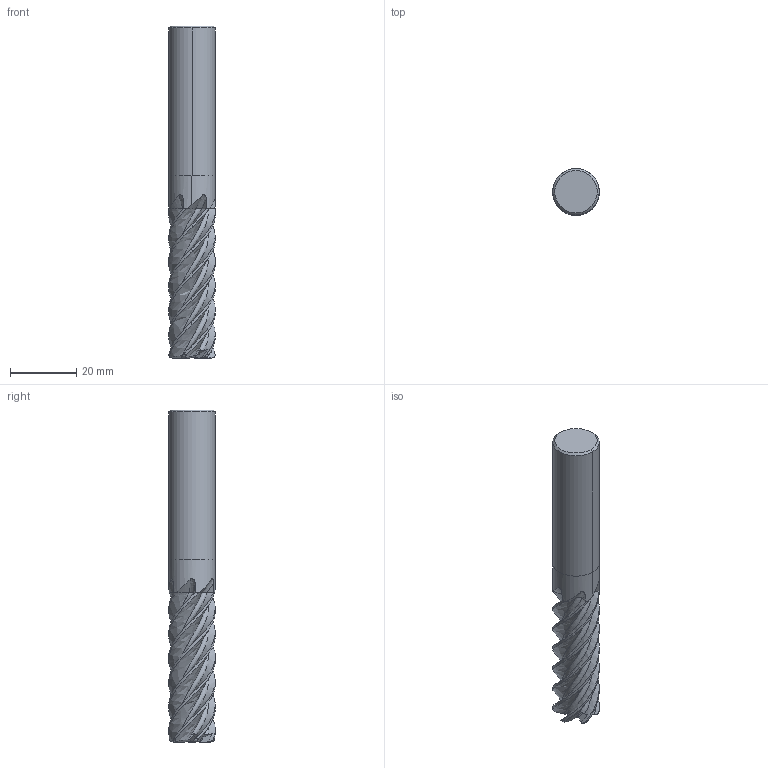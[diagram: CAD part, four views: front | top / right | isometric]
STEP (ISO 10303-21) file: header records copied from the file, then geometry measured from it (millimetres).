
FILE_DESCRIPTION(('no description'),'unknown implementation level');
FILE_NAME('K202303-14_1-Detail.stp',' ',('CIMSOURCE GmbH'),('CADClick - KiM GmbH - www.kimweb.de'),'unknown preprocess','ACIS','unknown authorization');
FILE_SCHEMA(('automotive_design'));
Length unit declared in the file: millimetre
Products named in the file (2): NOCUT; CUT
Bounding box: 14 x 14 x 100 mm (x, y, z)
Volume: 12367 mm3; surface area: 7522.5 mm2
Topology: 2 solids, 2 shells, 190 faces, 548 edges, 362 vertices
Faces by surface type: plane 82, bspline 48, revolution 24, cone 22, cylinder 8, torus 6
Entity records: 36973 total; most frequent: CARTESIAN_POINT 26392, STYLED_ITEM 1102, PRESENTATION_STYLE_ASSIGNMENT 1102, COLOUR_RGB 1102, ORIENTED_EDGE 1096, DIRECTION 712, EDGE_CURVE 548, CURVE_STYLE 548
